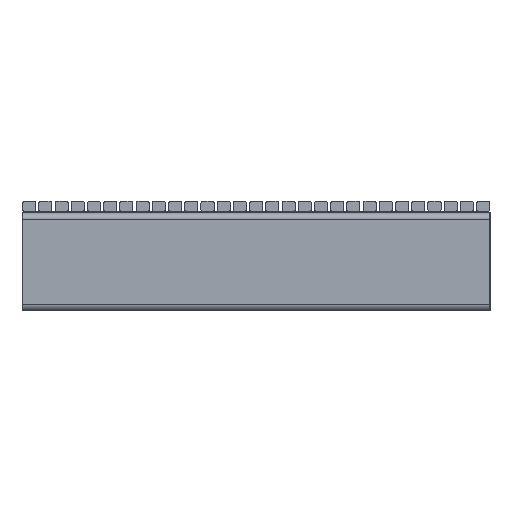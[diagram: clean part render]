
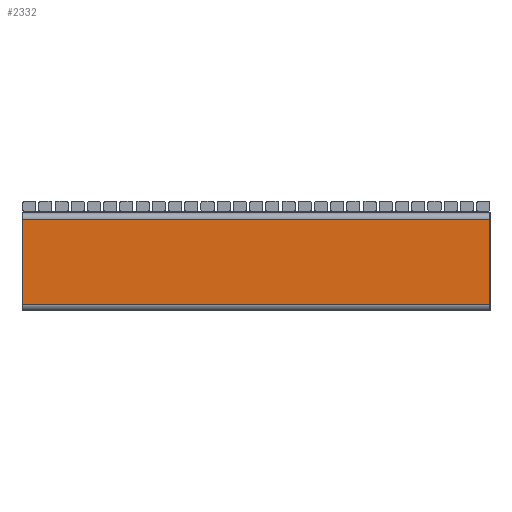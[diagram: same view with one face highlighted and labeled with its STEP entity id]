
A CAD part, left-side view. The second image highlights one B-rep face of the part: STEP entity #2332.
In plain terms, the highlighted planar face has unit normal (-1, 0, 0).
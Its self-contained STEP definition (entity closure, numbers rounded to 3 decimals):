
#2332=ADVANCED_FACE('',(#3182),#15151,.T.);
#3182=FACE_OUTER_BOUND('',#4162,.T.);
#4162=EDGE_LOOP('',(#6202,#6203,#6204,#6205));
#6202=ORIENTED_EDGE('',*,*,#9729,.F.);
#6203=ORIENTED_EDGE('',*,*,#9730,.F.);
#6204=ORIENTED_EDGE('',*,*,#9731,.T.);
#6205=ORIENTED_EDGE('',*,*,#9732,.T.);
#9729=EDGE_CURVE('',#14120,#14119,#11305,.T.);
#9730=EDGE_CURVE('',#14121,#14120,#11306,.T.);
#9731=EDGE_CURVE('',#14121,#14112,#11307,.T.);
#9732=EDGE_CURVE('',#14112,#14119,#11308,.T.);
#11305=B_SPLINE_CURVE_WITH_KNOTS('',1,(#23103,#23104),.UNSPECIFIED.,.F.,
 .F.,(2,2),(-75.,75.),.UNSPECIFIED.);
#11306=B_SPLINE_CURVE_WITH_KNOTS('',1,(#23105,#23106),.UNSPECIFIED.,.F.,
 .F.,(2,2),(13.262,40.562),.UNSPECIFIED.);
#11307=B_SPLINE_CURVE_WITH_KNOTS('',1,(#23107,#23108),.UNSPECIFIED.,.F.,
 .F.,(2,2),(-75.,75.),.UNSPECIFIED.);
#11308=B_SPLINE_CURVE_WITH_KNOTS('',1,(#23109,#23110),.UNSPECIFIED.,.F.,
 .F.,(2,2),(13.262,40.562),.UNSPECIFIED.);
#14112=VERTEX_POINT('',#23027);
#14119=VERTEX_POINT('',#23034);
#14120=VERTEX_POINT('',#23035);
#14121=VERTEX_POINT('',#23036);
#15151=PLANE('',#16021);
#16021=AXIS2_PLACEMENT_3D('',#22888,#16259,$);
#16259=DIRECTION('',(-1.,0.,0.));
#22888=CARTESIAN_POINT('',(0.,1501.01,19.99));
#23027=CARTESIAN_POINT('',(0.,1.,20.));
#23034=CARTESIAN_POINT('',(0.,1.,293.));
#23035=CARTESIAN_POINT('',(0.,1501.,293.));
#23036=CARTESIAN_POINT('',(0.,1501.,20.));
#23103=CARTESIAN_POINT('',(0.,1501.,293.));
#23104=CARTESIAN_POINT('',(0.,1.,293.));
#23105=CARTESIAN_POINT('',(0.,1501.,20.));
#23106=CARTESIAN_POINT('',(0.,1501.,293.));
#23107=CARTESIAN_POINT('',(0.,1501.,20.));
#23108=CARTESIAN_POINT('',(0.,1.,20.));
#23109=CARTESIAN_POINT('',(0.,1.,20.));
#23110=CARTESIAN_POINT('',(0.,1.,293.));
